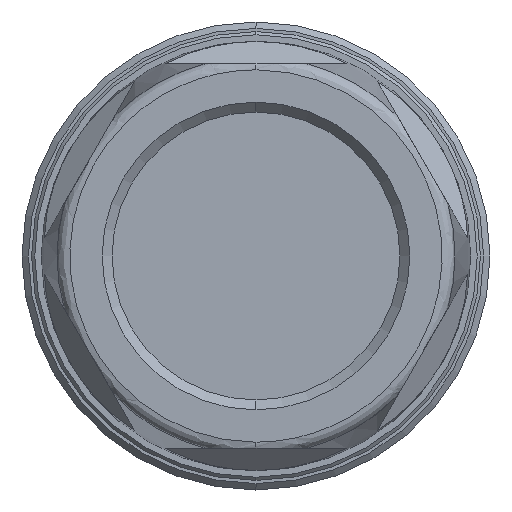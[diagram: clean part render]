
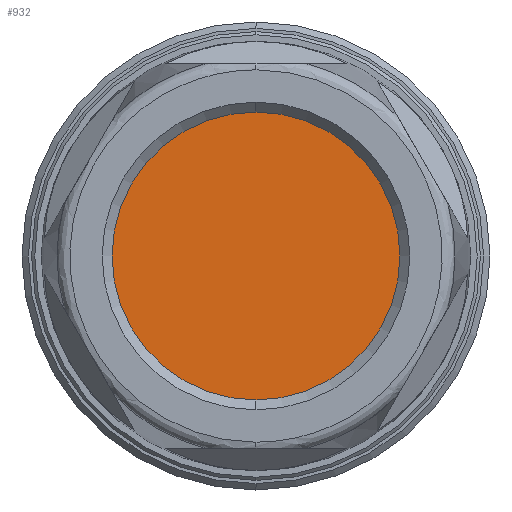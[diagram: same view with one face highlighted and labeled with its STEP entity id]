
A CAD part, left-side view. The second image highlights one B-rep face of the part: STEP entity #932.
In plain terms, the highlighted planar face has unit normal (-1, 0, 0).
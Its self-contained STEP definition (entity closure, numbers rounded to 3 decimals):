
#112 = FACE_OUTER_BOUND ( 'NONE', #4454, .T. ) ;
#297 = CIRCLE ( 'NONE', #4913, 22.45 ) ;
#369 = CIRCLE ( 'NONE', #5068, 22.45 ) ;
#706 = PLANE ( 'NONE',  #4745 ) ;
#707 = CARTESIAN_POINT ( 'NONE',  ( 25., 29.434, 0. ) ) ;
#708 = DIRECTION ( 'NONE',  ( 1., 0., 0. ) ) ;
#709 = DIRECTION ( 'NONE',  ( 0., 0., -1. ) ) ;
#932 = ADVANCED_FACE ( 'NONE', ( #112 ), #706, .F. ) ;
#1405 = EDGE_CURVE ( 'NONE', #2212, #4093, #297, .T. ) ;
#1759 = CARTESIAN_POINT ( 'NONE',  ( 25., 0., 0. ) ) ;
#1760 = DIRECTION ( 'NONE',  ( -1., 0., 0. ) ) ;
#1761 = DIRECTION ( 'NONE',  ( 0., 0., 1. ) ) ;
#2071 = CARTESIAN_POINT ( 'NONE',  ( 25., 0., 22.45 ) ) ;
#2212 = VERTEX_POINT ( 'NONE', #2071 ) ;
#2401 = EDGE_CURVE ( 'NONE', #4093, #2212, #369, .T. ) ;
#2854 = CARTESIAN_POINT ( 'NONE',  ( 25., 0., -22.45 ) ) ;
#3233 = CARTESIAN_POINT ( 'NONE',  ( 25., 0., 0. ) ) ;
#3234 = DIRECTION ( 'NONE',  ( -1., 0., 0. ) ) ;
#3235 = DIRECTION ( 'NONE',  ( 0., 0., 1. ) ) ;
#4093 = VERTEX_POINT ( 'NONE', #2854 ) ;
#4342 = ORIENTED_EDGE ( 'NONE', *, *, #2401, .T. ) ;
#4343 = ORIENTED_EDGE ( 'NONE', *, *, #1405, .T. ) ;
#4454 = EDGE_LOOP ( 'NONE', ( #4343, #4342 ) ) ;
#4745 = AXIS2_PLACEMENT_3D ( 'NONE', #707, #708, #709 ) ;
#4913 = AXIS2_PLACEMENT_3D ( 'NONE', #1759, #1760, #1761 ) ;
#5068 = AXIS2_PLACEMENT_3D ( 'NONE', #3233, #3234, #3235 ) ;
